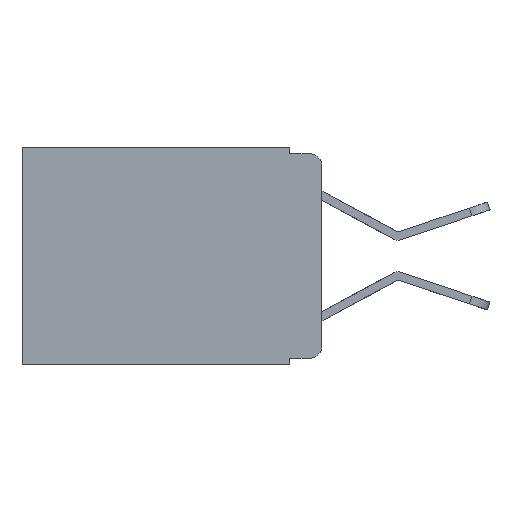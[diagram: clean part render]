
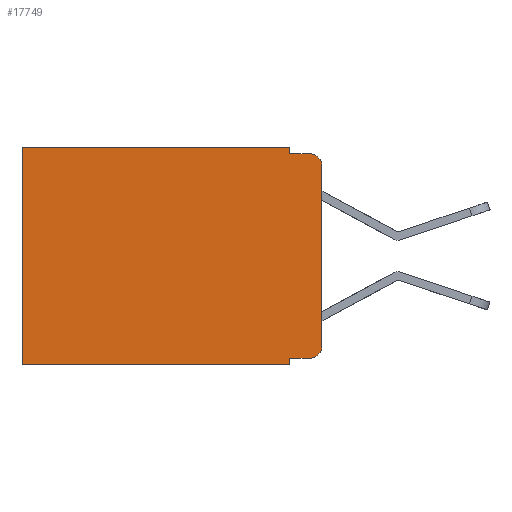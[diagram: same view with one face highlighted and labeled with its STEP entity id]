
A CAD part, left-side view. The second image highlights one B-rep face of the part: STEP entity #17749.
In plain terms, the highlighted planar face has unit normal (-1, 0, 0).
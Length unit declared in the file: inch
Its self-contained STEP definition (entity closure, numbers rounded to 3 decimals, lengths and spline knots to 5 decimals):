
#761 = CARTESIAN_POINT ( 'NONE',  ( 0.298, 0.473, 0. ) ) ;
#1066 = CARTESIAN_POINT ( 'NONE',  ( 0.298, 0.051, -0.343 ) ) ;
#1300 = VECTOR ( 'NONE', #24213, 39.37008 ) ;
#1664 = ORIENTED_EDGE ( 'NONE', *, *, #23094, .F. ) ;
#2156 = EDGE_CURVE ( 'NONE', #20592, #7245, #25042, .T. ) ;
#2286 = DIRECTION ( 'NONE',  ( 0., 0., -1. ) ) ;
#2361 = ORIENTED_EDGE ( 'NONE', *, *, #15257, .T. ) ;
#3251 = VECTOR ( 'NONE', #5034, 39.37008 ) ;
#3531 = CARTESIAN_POINT ( 'NONE',  ( 0.298, 0., -0.03 ) ) ;
#3631 = AXIS2_PLACEMENT_3D ( 'NONE', #6570, #20440, #8570 ) ;
#4289 = CARTESIAN_POINT ( 'NONE',  ( 0.298, 0.051, -0.333 ) ) ;
#4315 = CARTESIAN_POINT ( 'NONE',  ( 0.298, 0.02, -0.03 ) ) ;
#4623 = ORIENTED_EDGE ( 'NONE', *, *, #12579, .T. ) ;
#4894 = DIRECTION ( 'NONE',  ( 0., 0., -1. ) ) ;
#4913 = VERTEX_POINT ( 'NONE', #13152 ) ;
#5034 = DIRECTION ( 'NONE',  ( 0., -1., 0. ) ) ;
#5238 = VERTEX_POINT ( 'NONE', #18329 ) ;
#5356 = VECTOR ( 'NONE', #10349, 39.37008 ) ;
#5423 = LINE ( 'NONE', #9451, #16632 ) ;
#5944 = AXIS2_PLACEMENT_3D ( 'NONE', #24022, #14314, #2286 ) ;
#6209 = VERTEX_POINT ( 'NONE', #14300 ) ;
#6321 = DIRECTION ( 'NONE',  ( 0., 0., -1. ) ) ;
#6570 = CARTESIAN_POINT ( 'NONE',  ( 0.298, 0.02, -0.313 ) ) ;
#7245 = VERTEX_POINT ( 'NONE', #21404 ) ;
#7696 = CARTESIAN_POINT ( 'NONE',  ( 0.298, 0., -0.313 ) ) ;
#7701 = ORIENTED_EDGE ( 'NONE', *, *, #15050, .T. ) ;
#8349 = VERTEX_POINT ( 'NONE', #1066 ) ;
#8570 = DIRECTION ( 'NONE',  ( 0., 0., -1. ) ) ;
#8878 = ORIENTED_EDGE ( 'NONE', *, *, #19542, .T. ) ;
#9352 = VECTOR ( 'NONE', #9915, 39.37008 ) ;
#9451 = CARTESIAN_POINT ( 'NONE',  ( 0.298, 0., 0. ) ) ;
#9514 = VECTOR ( 'NONE', #9611, 39.37008 ) ;
#9611 = DIRECTION ( 'NONE',  ( 0., 0., -1. ) ) ;
#9812 = VECTOR ( 'NONE', #4894, 39.37008 ) ;
#9915 = DIRECTION ( 'NONE',  ( 0., 0., -1. ) ) ;
#10209 = EDGE_CURVE ( 'NONE', #7245, #6209, #13270, .T. ) ;
#10349 = DIRECTION ( 'NONE',  ( 0., 0., -1. ) ) ;
#10729 = LINE ( 'NONE', #22166, #5356 ) ;
#11025 = VECTOR ( 'NONE', #20202, 39.37008 ) ;
#11501 = DIRECTION ( 'NONE',  ( 0., 1., 0. ) ) ;
#11615 = CIRCLE ( 'NONE', #3631, 0.02 ) ;
#12220 = ORIENTED_EDGE ( 'NONE', *, *, #2156, .F. ) ;
#12297 = PLANE ( 'NONE',  #5944 ) ;
#12579 = EDGE_CURVE ( 'NONE', #4913, #16933, #11615, .T. ) ;
#12929 = LINE ( 'NONE', #18244, #11025 ) ;
#13152 = CARTESIAN_POINT ( 'NONE',  ( 0.298, 0.02, -0.333 ) ) ;
#13270 = LINE ( 'NONE', #18942, #3251 ) ;
#13636 = CARTESIAN_POINT ( 'NONE',  ( 0.298, 0.051, 0. ) ) ;
#14001 = CARTESIAN_POINT ( 'NONE',  ( 0.298, 0.473, -0.343 ) ) ;
#14255 = LINE ( 'NONE', #21445, #9514 ) ;
#14300 = CARTESIAN_POINT ( 'NONE',  ( 0.298, 0.02, -0.01 ) ) ;
#14314 = DIRECTION ( 'NONE',  ( 1., 0., 0. ) ) ;
#14831 = ORIENTED_EDGE ( 'NONE', *, *, #20340, .F. ) ;
#15009 = AXIS2_PLACEMENT_3D ( 'NONE', #4315, #18229, #6321 ) ;
#15050 = EDGE_CURVE ( 'NONE', #20592, #5238, #5423, .T. ) ;
#15155 = LINE ( 'NONE', #761, #9812 ) ;
#15257 = EDGE_CURVE ( 'NONE', #25158, #4913, #12929, .T. ) ;
#16402 = EDGE_LOOP ( 'NONE', ( #24556, #8878, #18741, #12220, #7701, #22144, #14831, #1664, #2361, #4623 ) ) ;
#16473 = CARTESIAN_POINT ( 'NONE',  ( 0.298, 0., -0.343 ) ) ;
#16632 = VECTOR ( 'NONE', #11501, 39.37008 ) ;
#16663 = LINE ( 'NONE', #16473, #1300 ) ;
#16933 = VERTEX_POINT ( 'NONE', #7696 ) ;
#16995 = VERTEX_POINT ( 'NONE', #14001 ) ;
#17749 = ADVANCED_FACE ( 'NONE', ( #18370 ), #12297, .F. ) ;
#18229 = DIRECTION ( 'NONE',  ( -1., 0., 0. ) ) ;
#18244 = CARTESIAN_POINT ( 'NONE',  ( 0.298, 0.051, -0.333 ) ) ;
#18329 = CARTESIAN_POINT ( 'NONE',  ( 0.298, 0.473, 0. ) ) ;
#18370 = FACE_OUTER_BOUND ( 'NONE', #16402, .T. ) ;
#18741 = ORIENTED_EDGE ( 'NONE', *, *, #10209, .F. ) ;
#18942 = CARTESIAN_POINT ( 'NONE',  ( 0.298, 0.051, -0.01 ) ) ;
#19542 = EDGE_CURVE ( 'NONE', #21179, #6209, #20694, .T. ) ;
#20202 = DIRECTION ( 'NONE',  ( 0., -1., 0. ) ) ;
#20340 = EDGE_CURVE ( 'NONE', #8349, #16995, #16663, .T. ) ;
#20440 = DIRECTION ( 'NONE',  ( -1., 0., 0. ) ) ;
#20592 = VERTEX_POINT ( 'NONE', #13636 ) ;
#20694 = CIRCLE ( 'NONE', #15009, 0.02 ) ;
#20814 = EDGE_CURVE ( 'NONE', #21179, #16933, #10729, .T. ) ;
#21179 = VERTEX_POINT ( 'NONE', #3531 ) ;
#21404 = CARTESIAN_POINT ( 'NONE',  ( 0.298, 0.051, -0.01 ) ) ;
#21445 = CARTESIAN_POINT ( 'NONE',  ( 0.298, 0.051, 0. ) ) ;
#21734 = CARTESIAN_POINT ( 'NONE',  ( 0.298, 0.051, 0. ) ) ;
#22144 = ORIENTED_EDGE ( 'NONE', *, *, #22609, .T. ) ;
#22166 = CARTESIAN_POINT ( 'NONE',  ( 0.298, 0., 0. ) ) ;
#22609 = EDGE_CURVE ( 'NONE', #5238, #16995, #15155, .T. ) ;
#23094 = EDGE_CURVE ( 'NONE', #25158, #8349, #14255, .T. ) ;
#24022 = CARTESIAN_POINT ( 'NONE',  ( 0.298, 0., 0. ) ) ;
#24213 = DIRECTION ( 'NONE',  ( 0., 1., 0. ) ) ;
#24556 = ORIENTED_EDGE ( 'NONE', *, *, #20814, .F. ) ;
#25042 = LINE ( 'NONE', #21734, #9352 ) ;
#25158 = VERTEX_POINT ( 'NONE', #4289 ) ;
